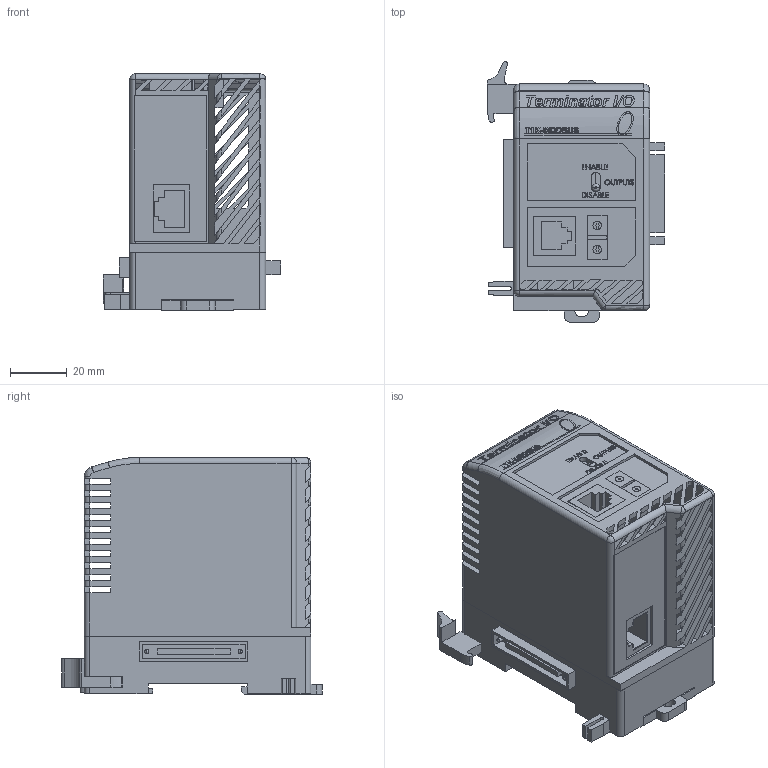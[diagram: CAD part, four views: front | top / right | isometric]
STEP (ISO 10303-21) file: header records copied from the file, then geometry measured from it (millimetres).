
FILE_DESCRIPTION (( 'STEP AP214' ), '1' );
FILE_NAME ('T1K-MODBUS.STEP', '2013-11-05T19:36:29', ( '' ), ( '' ), 'SwSTEP 2.0', 'SolidWorks 2013', '' );
FILE_SCHEMA (( 'AUTOMOTIVE_DESIGN' ));
Length unit declared in the file: millimetre
Products named in the file (1): T1K-MODBUS
Bounding box: 62.5 x 91.95 x 83.59 mm (x, y, z)
Volume: 106786.4 mm3; surface area: 61382 mm2
Topology: 25 solids, 25 shells, 1297 faces, 3675 edges, 2423 vertices
Faces by surface type: plane 939, bspline 271, cylinder 74, sphere 7, torus 4, cone 2
Entity records: 66865 total; most frequent: CARTESIAN_POINT 21461, ORIENTED_EDGE 7344, DIRECTION 5318, EDGE_CURVE 3672, LINE 2888, VECTOR 2888, VERTEX_POINT 2423, EDGE_LOOP 1441
